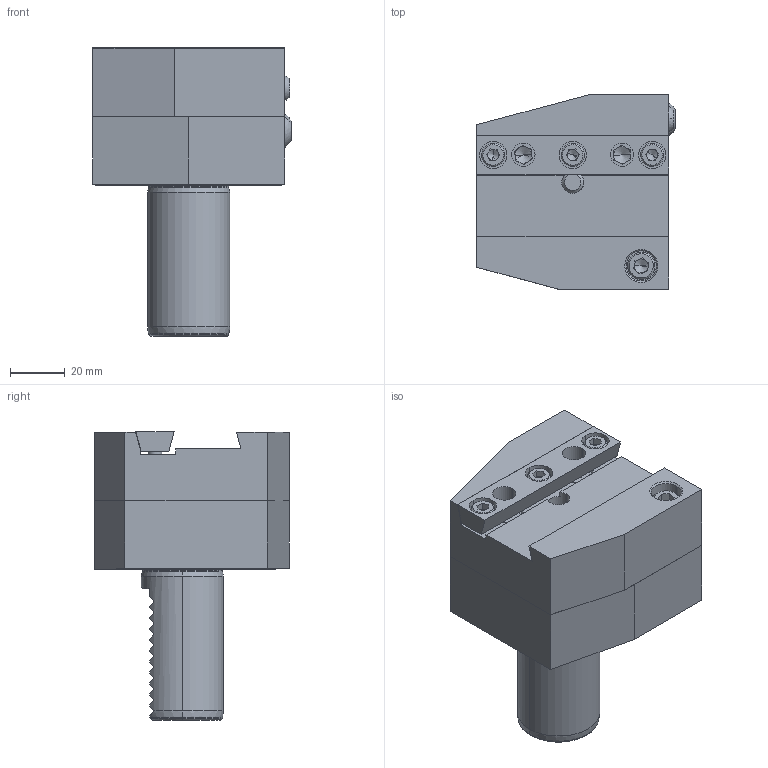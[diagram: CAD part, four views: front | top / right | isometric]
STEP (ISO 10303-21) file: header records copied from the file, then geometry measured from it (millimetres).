
FILE_DESCRIPTION (( 'STEP AP214' ), '1' );
FILE_NAME ('AR 30 26.STEP', '2024-08-09T10:42:35', ( '' ), ( '' ), 'SwSTEP 2.0', 'SolidWorks 2023', '' );
FILE_SCHEMA (( 'AUTOMOTIVE_DESIGN' ));
Length unit declared in the file: millimetre
Products named in the file (12): DOVETAIL BODY; Ø10 COOLANT BALL; PIN; AR 30 26; Ø12 MB ASSEMBLY; socket head cap screw_am_B18.3.1M - 8 x 1.25 x 20 Hex SHCS -- 20NHX; socket head cap screw_am_B18.3.1M - 6 x 1.0 x 25 Hex SHCS -- 25NHX; socket head cap screw_am_B18.3.1M - 5 x 0.8 x 12 Hex SHCS -- 12NHX; SHANK BODY; Ø12 MB BALL; socket button head cap screw_am_B18.3.4M - 8 x 1.25 x 10 SBHCS --N; DOVETAIL CLAMP-30X26
Assembly tree (14 placements, depth 3):
  AR 30 26
    SHANK BODY
    PIN
    DOVETAIL BODY
    Ø12 MB ASSEMBLY
      Ø12 MB BALL
      Ø10 COOLANT BALL
    socket button head cap screw_am_B18.3.4M - 8 x 1.25 x 10 SBHCS --N
    socket head cap screw_am_B18.3.1M - 6 x 1.0 x 25 Hex SHCS -- 25NHX
    socket head cap screw_am_B18.3.1M - 8 x 1.25 x 20 Hex SHCS -- 20NHX  x2
    DOVETAIL CLAMP-30X26
    socket head cap screw_am_B18.3.1M - 5 x 0.8 x 12 Hex SHCS -- 12NHX  x3
Bounding box: 72.4 x 71 x 105.2 mm (x, y, z)
Volume: 247148.1 mm3; surface area: 54177.4 mm2
Topology: 13 solids, 13 shells, 437 faces, 1042 edges, 625 vertices
Faces by surface type: plane 194, cylinder 118, cone 93, torus 26, sphere 6
Entity records: 10747 total; most frequent: CARTESIAN_POINT 2111, DIRECTION 1822, ORIENTED_EDGE 1660, EDGE_CURVE 830, AXIS2_PLACEMENT_3D 699, VERTEX_POINT 520, VECTOR 424, LINE 424
